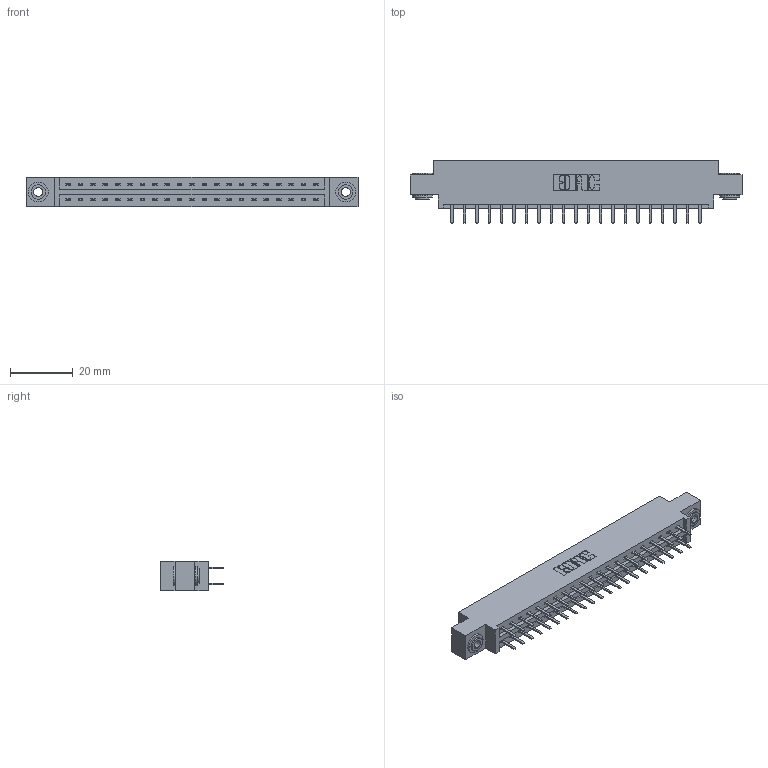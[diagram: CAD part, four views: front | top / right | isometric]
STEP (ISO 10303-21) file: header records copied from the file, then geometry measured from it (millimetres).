
FILE_DESCRIPTION (( 'STEP AP203' ), '1' );
FILE_NAME ('387-042-520-803.STEP', '2019-10-18T03:36:55', ( '' ), ( '' ), 'SwSTEP 2.0', 'SolidWorks 2016', '' );
FILE_SCHEMA (( 'CONFIG_CONTROL_DESIGN' ));
Length unit declared in the file: inch
Products named in the file (4): 345-250-002_345-250-002-102; 337 Part_0.170 Offset - 0.156 Dia-TH; 345-292-001_345-293-120; 387-042-520-803
Assembly tree (45 placements, depth 2):
  387-042-520-803
    337 Part_0.170 Offset - 0.156 Dia-TH
    345-292-001_345-293-120  x42
    345-250-002_345-250-002-102  x2
Bounding box: 106.22 x 20.02 x 9.4 mm (x, y, z)
Volume: 10798.5 mm3; surface area: 12283.3 mm2
Topology: 45 solids, 45 shells, 2592 faces, 7497 edges, 4882 vertices
Faces by surface type: plane 1764, cylinder 820, cone 8
Entity records: 19894 total; most frequent: CARTESIAN_POINT 3357, ORIENTED_EDGE 3274, DIRECTION 2915, EDGE_CURVE 1637, VECTOR 1481, LINE 1481, VERTEX_POINT 1086, AXIS2_PLACEMENT_3D 717
